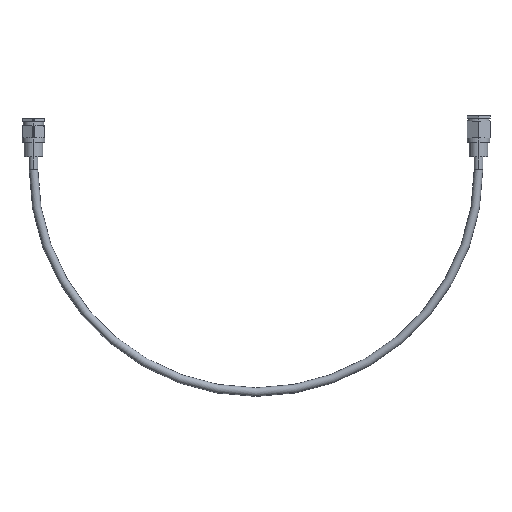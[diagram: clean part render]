
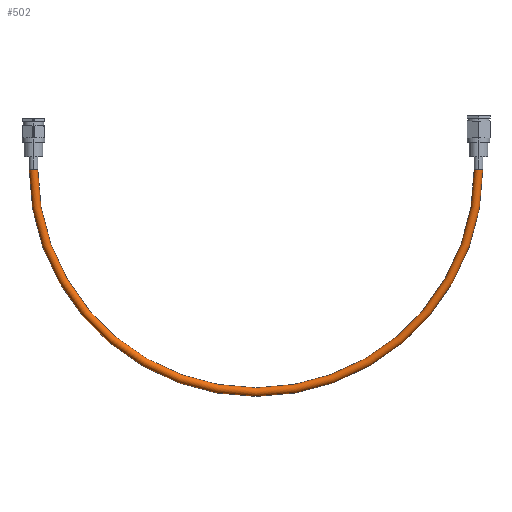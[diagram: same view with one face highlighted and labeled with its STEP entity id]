
A CAD part, top view. The second image highlights one B-rep face of the part: STEP entity #502.
In plain terms, the highlighted toroidal (fillet/blend) face has major radius 76.2 mm and minor radius 1.46 mm.
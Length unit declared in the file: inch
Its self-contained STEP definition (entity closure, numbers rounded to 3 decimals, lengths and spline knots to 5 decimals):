
#40 = EDGE_LOOP ( 'NONE', ( #4017, #4018, #4019, #4020, #4021, #4022 ) ) ;
#502 = ADVANCED_FACE ( 'NONE', ( #2749 ), #2744, .T. ) ;
#1392 = CARTESIAN_POINT ( 'NONE',  ( 0., -0.5752, 0. ) ) ;
#1393 = DIRECTION ( 'NONE',  ( 0., 1., 0. ) ) ;
#1394 = DIRECTION ( 'NONE',  ( 0., 0., 1. ) ) ;
#1395 = CARTESIAN_POINT ( 'NONE',  ( 3., -0.5752, 0. ) ) ;
#1396 = DIRECTION ( 'NONE',  ( 0., 0., 1. ) ) ;
#1397 = DIRECTION ( 'NONE',  ( 1., 0., 0. ) ) ;
#1398 = CARTESIAN_POINT ( 'NONE',  ( 6., -0.5752, 0. ) ) ;
#1399 = DIRECTION ( 'NONE',  ( 0., 1., 0. ) ) ;
#1400 = DIRECTION ( 'NONE',  ( 0., 0., 1. ) ) ;
#1401 = CARTESIAN_POINT ( 'NONE',  ( 6., -0.5752, 0. ) ) ;
#1402 = DIRECTION ( 'NONE',  ( 0., 1., 0. ) ) ;
#1403 = DIRECTION ( 'NONE',  ( 0., 0., 1. ) ) ;
#1404 = CARTESIAN_POINT ( 'NONE',  ( 0., -0.5752, 0. ) ) ;
#1405 = DIRECTION ( 'NONE',  ( 0., 1., 0. ) ) ;
#1406 = DIRECTION ( 'NONE',  ( 0., 0., 1. ) ) ;
#1407 = CARTESIAN_POINT ( 'NONE',  ( 3., -0.5752, 0. ) ) ;
#1408 = DIRECTION ( 'NONE',  ( 0., 0., 1. ) ) ;
#1409 = DIRECTION ( 'NONE',  ( 1., 0., 0. ) ) ;
#1560 = CARTESIAN_POINT ( 'NONE',  ( 0.0575, -0.5752, 0. ) ) ;
#1670 = AXIS2_PLACEMENT_3D ( 'NONE', #1392, #1393, #1394 ) ;
#1671 = AXIS2_PLACEMENT_3D ( 'NONE', #1395, #1396, #1397 ) ;
#1672 = AXIS2_PLACEMENT_3D ( 'NONE', #1398, #1399, #1400 ) ;
#1673 = AXIS2_PLACEMENT_3D ( 'NONE', #1401, #1402, #1403 ) ;
#1674 = AXIS2_PLACEMENT_3D ( 'NONE', #1404, #1405, #1406 ) ;
#1675 = AXIS2_PLACEMENT_3D ( 'NONE', #1407, #1408, #1409 ) ;
#2435 = CARTESIAN_POINT ( 'NONE',  ( 5.9425, -0.5752, 0. ) ) ;
#2449 = CARTESIAN_POINT ( 'NONE',  ( 0., -0.5752, 0.0575 ) ) ;
#2744 = TOROIDAL_SURFACE ( 'NONE', #3417, 3., 0.0575 ) ;
#2749 = FACE_OUTER_BOUND ( 'NONE', #40, .T. ) ;
#2981 = CIRCLE ( 'NONE', #1670, 0.0575 ) ;
#2984 = CIRCLE ( 'NONE', #1671, 2.9425 ) ;
#2985 = CIRCLE ( 'NONE', #1672, 0.0575 ) ;
#2986 = CIRCLE ( 'NONE', #1675, 3.0575 ) ;
#2987 = CIRCLE ( 'NONE', #1673, 0.0575 ) ;
#2988 = CIRCLE ( 'NONE', #1674, 0.0575 ) ;
#3110 = DIRECTION ( 'NONE',  ( 0., 0., 1. ) ) ;
#3117 = CARTESIAN_POINT ( 'NONE',  ( 3., -0.5752, 0. ) ) ;
#3118 = DIRECTION ( 'NONE',  ( 1., 0., 0. ) ) ;
#3286 = EDGE_CURVE ( 'NONE', #4781, #4391, #2981, .T. ) ;
#3287 = EDGE_CURVE ( 'NONE', #4391, #4767, #2984, .T. ) ;
#3288 = EDGE_CURVE ( 'NONE', #4767, #4845, #2985, .T. ) ;
#3289 = EDGE_CURVE ( 'NONE', #4845, #4846, #2987, .T. ) ;
#3290 = EDGE_CURVE ( 'NONE', #4848, #4781, #2988, .T. ) ;
#3291 = EDGE_CURVE ( 'NONE', #4848, #4846, #2986, .T. ) ;
#3417 = AXIS2_PLACEMENT_3D ( 'NONE', #3117, #3110, #3118 ) ;
#4017 = ORIENTED_EDGE ( 'NONE', *, *, #3290, .F. ) ;
#4018 = ORIENTED_EDGE ( 'NONE', *, *, #3291, .T. ) ;
#4019 = ORIENTED_EDGE ( 'NONE', *, *, #3289, .F. ) ;
#4020 = ORIENTED_EDGE ( 'NONE', *, *, #3288, .F. ) ;
#4021 = ORIENTED_EDGE ( 'NONE', *, *, #3287, .F. ) ;
#4022 = ORIENTED_EDGE ( 'NONE', *, *, #3286, .F. ) ;
#4391 = VERTEX_POINT ( 'NONE', #1560 ) ;
#4767 = VERTEX_POINT ( 'NONE', #2435 ) ;
#4781 = VERTEX_POINT ( 'NONE', #2449 ) ;
#4845 = VERTEX_POINT ( 'NONE', #5043 ) ;
#4846 = VERTEX_POINT ( 'NONE', #5044 ) ;
#4848 = VERTEX_POINT ( 'NONE', #5046 ) ;
#5043 = CARTESIAN_POINT ( 'NONE',  ( 6.00013, -0.5752, 0.0575 ) ) ;
#5044 = CARTESIAN_POINT ( 'NONE',  ( 6.0575, -0.5752, 0. ) ) ;
#5046 = CARTESIAN_POINT ( 'NONE',  ( -0.0575, -0.5752, 0. ) ) ;
